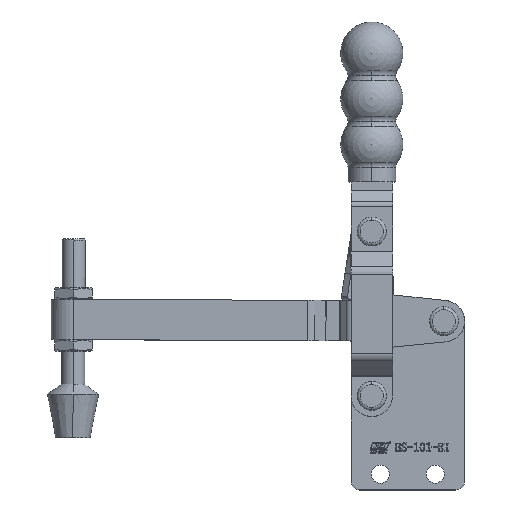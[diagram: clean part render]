
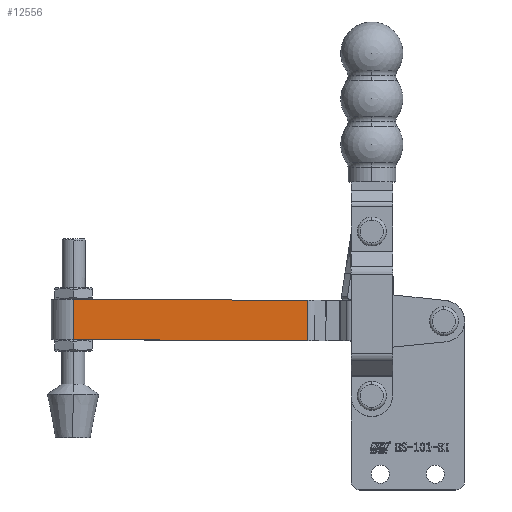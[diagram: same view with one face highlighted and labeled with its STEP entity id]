
A CAD part, top view. The second image highlights one B-rep face of the part: STEP entity #12556.
In plain terms, the highlighted face is planar.
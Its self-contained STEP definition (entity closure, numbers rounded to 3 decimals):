
#2418 = CARTESIAN_POINT ( 'NONE',  ( 0., -7.7, 17. ) ) ;
#2478 = CARTESIAN_POINT ( 'NONE',  ( 81.251, -7.7, 17. ) ) ;
#2566 = CARTESIAN_POINT ( 'NONE',  ( 0., -7.7, 3. ) ) ;
#2605 = CARTESIAN_POINT ( 'NONE',  ( 81.251, -7.7, 3. ) ) ;
#4222 = CARTESIAN_POINT ( 'NONE',  ( 0., -7.7, 17. ) ) ;
#4225 = DIRECTION ( 'NONE',  ( 1., 0., 0. ) ) ;
#4434 = DIRECTION ( 'NONE',  ( 0., 0., -1. ) ) ;
#4437 = CARTESIAN_POINT ( 'NONE',  ( 81.251, -7.7, 20. ) ) ;
#4668 = DIRECTION ( 'NONE',  ( 1., 0., 0. ) ) ;
#4678 = CARTESIAN_POINT ( 'NONE',  ( 0., -7.7, 3. ) ) ;
#4760 = CARTESIAN_POINT ( 'NONE',  ( 0., -7.7, 20. ) ) ;
#4767 = DIRECTION ( 'NONE',  ( 0., 0., -1. ) ) ;
#5651 = EDGE_CURVE ( 'NONE', #13714, #13774, #6692, .T. ) ;
#5733 = EDGE_CURVE ( 'NONE', #13774, #13901, #6828, .T. ) ;
#5835 = EDGE_CURVE ( 'NONE', #13862, #13901, #6994, .T. ) ;
#5866 = EDGE_CURVE ( 'NONE', #13714, #13862, #7050, .T. ) ;
#6692 = LINE ( 'NONE', #4222, #6697 ) ;
#6697 = VECTOR ( 'NONE', #4225, 1000. ) ;
#6828 = LINE ( 'NONE', #4437, #6832 ) ;
#6832 = VECTOR ( 'NONE', #4434, 1000. ) ;
#6994 = LINE ( 'NONE', #4678, #7006 ) ;
#7006 = VECTOR ( 'NONE', #4668, 1000. ) ;
#7050 = LINE ( 'NONE', #4760, #7053 ) ;
#7053 = VECTOR ( 'NONE', #4767, 1000. ) ;
#9211 = AXIS2_PLACEMENT_3D ( 'NONE', #23187, #23195, #23196 ) ;
#12556 = ADVANCED_FACE ( 'NONE', ( #19601 ), #23192, .F. ) ;
#13441 = ORIENTED_EDGE ( 'NONE', *, *, #5866, .T. ) ;
#13442 = ORIENTED_EDGE ( 'NONE', *, *, #5651, .F. ) ;
#13443 = ORIENTED_EDGE ( 'NONE', *, *, #5733, .F. ) ;
#13444 = ORIENTED_EDGE ( 'NONE', *, *, #5835, .T. ) ;
#13714 = VERTEX_POINT ( 'NONE', #2418 ) ;
#13774 = VERTEX_POINT ( 'NONE', #2478 ) ;
#13862 = VERTEX_POINT ( 'NONE', #2566 ) ;
#13901 = VERTEX_POINT ( 'NONE', #2605 ) ;
#19601 = FACE_OUTER_BOUND ( 'NONE', #24089, .T. ) ;
#23187 = CARTESIAN_POINT ( 'NONE',  ( 0., -7.7, 20. ) ) ;
#23192 = PLANE ( 'NONE',  #9211 ) ;
#23195 = DIRECTION ( 'NONE',  ( 0., 1., 0. ) ) ;
#23196 = DIRECTION ( 'NONE',  ( 0., 0., 1. ) ) ;
#24089 = EDGE_LOOP ( 'NONE', ( #13444, #13443, #13442, #13441 ) ) ;
